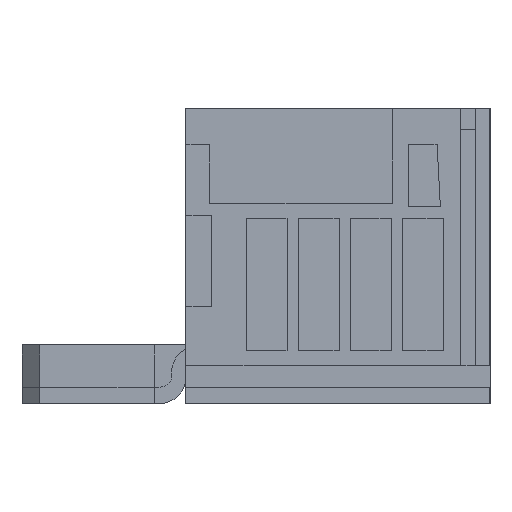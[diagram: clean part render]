
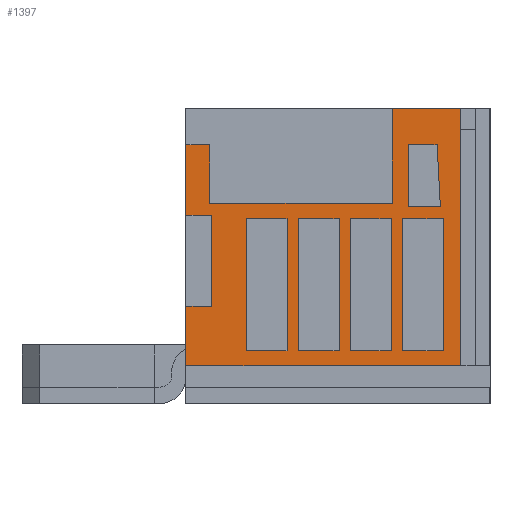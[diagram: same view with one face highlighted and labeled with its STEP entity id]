
A CAD part, left-side view. The second image highlights one B-rep face of the part: STEP entity #1397.
In plain terms, the highlighted planar face has unit normal (-1, 0, 0).
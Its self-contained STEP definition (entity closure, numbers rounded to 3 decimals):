
#1397=ADVANCED_FACE('',(#3383,#3384,#3385,#3386,#3387,#3388),#3389,.T.);
#2097=VERTEX_POINT('',#4120);
#2099=VERTEX_POINT('',#4122);
#2101=EDGE_CURVE('',#2097,#2099,#4124,.T.);
#2107=VERTEX_POINT('',#4130);
#2109=EDGE_CURVE('',#2107,#2097,#4132,.T.);
#2113=VERTEX_POINT('',#4136);
#2115=EDGE_CURVE('',#2113,#2107,#4138,.T.);
#2119=EDGE_CURVE('',#2099,#2113,#4142,.T.);
#2121=VERTEX_POINT('',#4144);
#2123=VERTEX_POINT('',#4146);
#2125=EDGE_CURVE('',#2121,#2123,#4148,.T.);
#2131=VERTEX_POINT('',#4154);
#2133=EDGE_CURVE('',#2131,#2121,#4156,.T.);
#2137=VERTEX_POINT('',#4160);
#2139=EDGE_CURVE('',#2137,#2131,#4162,.T.);
#2143=EDGE_CURVE('',#2123,#2137,#4166,.T.);
#2147=VERTEX_POINT('',#4170);
#2151=VERTEX_POINT('',#4174);
#2153=EDGE_CURVE('',#2151,#2147,#4176,.T.);
#2161=VERTEX_POINT('',#4184);
#2163=EDGE_CURVE('',#2161,#2151,#4186,.T.);
#2171=VERTEX_POINT('',#4194);
#2173=EDGE_CURVE('',#2171,#2161,#4196,.T.);
#2181=VERTEX_POINT('',#4204);
#2185=VERTEX_POINT('',#4208);
#2187=EDGE_CURVE('',#2185,#2181,#4210,.T.);
#2191=VERTEX_POINT('',#4214);
#2193=VERTEX_POINT('',#4216);
#2195=EDGE_CURVE('',#2191,#2193,#4218,.T.);
#2201=VERTEX_POINT('',#4224);
#2203=EDGE_CURVE('',#2201,#2191,#4226,.T.);
#2207=VERTEX_POINT('',#4230);
#2209=EDGE_CURVE('',#2207,#2201,#4232,.T.);
#2213=EDGE_CURVE('',#2193,#2207,#4236,.T.);
#2215=VERTEX_POINT('',#4238);
#2217=VERTEX_POINT('',#4240);
#2219=EDGE_CURVE('',#2215,#2217,#4242,.T.);
#2225=VERTEX_POINT('',#4248);
#2227=EDGE_CURVE('',#2225,#2215,#4250,.T.);
#2231=VERTEX_POINT('',#4254);
#2233=EDGE_CURVE('',#2231,#2225,#4256,.T.);
#2237=EDGE_CURVE('',#2217,#2231,#4260,.T.);
#2239=VERTEX_POINT('',#4262);
#2241=VERTEX_POINT('',#4264);
#2243=EDGE_CURVE('',#2239,#2241,#4266,.T.);
#2249=VERTEX_POINT('',#4272);
#2251=EDGE_CURVE('',#2249,#2239,#4274,.T.);
#2255=VERTEX_POINT('',#4278);
#2257=EDGE_CURVE('',#2255,#2249,#4280,.T.);
#2261=EDGE_CURVE('',#2241,#2255,#4284,.T.);
#2263=VERTEX_POINT('',#4286);
#2265=VERTEX_POINT('',#4288);
#2267=EDGE_CURVE('',#2263,#2265,#4290,.T.);
#2517=VERTEX_POINT('',#4540);
#2519=EDGE_CURVE('',#2265,#2517,#4542,.T.);
#2523=VERTEX_POINT('',#4546);
#2525=EDGE_CURVE('',#2523,#2185,#4548,.T.);
#2701=EDGE_CURVE('',#2171,#2181,#4724,.T.);
#2711=VERTEX_POINT('',#4734);
#2713=EDGE_CURVE('',#2147,#2711,#4736,.T.);
#2717=VERTEX_POINT('',#4740);
#2719=EDGE_CURVE('',#2717,#2263,#4742,.T.);
#2721=EDGE_CURVE('',#2517,#2523,#4744,.T.);
#2723=EDGE_CURVE('',#2711,#2717,#4746,.T.);
#3383=FACE_OUTER_BOUND('',#5342,.T.);
#3384=FACE_BOUND('',#5343,.T.);
#3385=FACE_BOUND('',#5344,.T.);
#3386=FACE_BOUND('',#5345,.T.);
#3387=FACE_BOUND('',#5346,.T.);
#3388=FACE_BOUND('',#5347,.T.);
#3389=PLANE('',#5348);
#4120=CARTESIAN_POINT('',(0.0,4.244,16.8));
#4122=CARTESIAN_POINT('',(0.0,7.0,16.8));
#4124=LINE('',#6446,#6447);
#4130=CARTESIAN_POINT('',(0.0,4.522,22.1));
#4132=LINE('',#6460,#6461);
#4136=CARTESIAN_POINT('',(0.0,7.0,22.1));
#4138=LINE('',#6470,#6471);
#4142=LINE('',#6478,#6479);
#4144=CARTESIAN_POINT('',(0.0,4.0,4.5));
#4146=CARTESIAN_POINT('',(0.0,7.46,4.5));
#4148=LINE('',#6486,#6487);
#4154=CARTESIAN_POINT('',(0.0,4.0,15.8));
#4156=LINE('',#6500,#6501);
#4160=CARTESIAN_POINT('',(0.0,7.46,15.8));
#4162=LINE('',#6510,#6511);
#4166=LINE('',#6518,#6519);
#4170=CARTESIAN_POINT('',(0.0,23.95,22.1));
#4174=CARTESIAN_POINT('',(0.0,23.95,17.1));
#4176=LINE('',#6532,#6533);
#4184=CARTESIAN_POINT('',(0.0,8.35,17.1));
#4186=LINE('',#6548,#6549);
#4194=CARTESIAN_POINT('',(0.0,8.35,25.2));
#4196=LINE('',#6564,#6565);
#4204=CARTESIAN_POINT('',(0.0,2.5,25.2));
#4208=CARTESIAN_POINT('',(0.0,2.5,3.2));
#4210=LINE('',#6586,#6587);
#4214=CARTESIAN_POINT('',(0.0,8.45,4.5));
#4216=CARTESIAN_POINT('',(0.0,11.91,4.5));
#4218=LINE('',#6598,#6599);
#4224=CARTESIAN_POINT('',(0.0,8.45,15.8));
#4226=LINE('',#6612,#6613);
#4230=CARTESIAN_POINT('',(0.0,11.91,15.8));
#4232=LINE('',#6622,#6623);
#4236=LINE('',#6630,#6631);
#4238=CARTESIAN_POINT('',(0.0,12.9,4.5));
#4240=CARTESIAN_POINT('',(0.0,16.36,4.5));
#4242=LINE('',#6638,#6639);
#4248=CARTESIAN_POINT('',(0.0,12.9,15.8));
#4250=LINE('',#6652,#6653);
#4254=CARTESIAN_POINT('',(0.0,16.36,15.8));
#4256=LINE('',#6662,#6663);
#4260=LINE('',#6670,#6671);
#4262=CARTESIAN_POINT('',(0.0,17.35,4.5));
#4264=CARTESIAN_POINT('',(0.0,20.81,4.5));
#4266=LINE('',#6678,#6679);
#4272=CARTESIAN_POINT('',(0.0,17.35,15.8));
#4274=LINE('',#6692,#6693);
#4278=CARTESIAN_POINT('',(0.0,20.81,15.8));
#4280=LINE('',#6702,#6703);
#4284=LINE('',#6710,#6711);
#4286=CARTESIAN_POINT('',(0.0,23.8,16.1));
#4288=CARTESIAN_POINT('',(0.0,23.8,8.3));
#4290=LINE('',#6718,#6719);
#4540=CARTESIAN_POINT('',(0.0,26.0,8.3));
#4542=LINE('',#7088,#7089);
#4546=CARTESIAN_POINT('',(0.0,26.0,3.2));
#4548=LINE('',#7098,#7099);
#4724=LINE('',#7388,#7389);
#4734=CARTESIAN_POINT('',(0.0,26.0,22.1));
#4736=LINE('',#7408,#7409);
#4740=CARTESIAN_POINT('',(0.0,26.0,16.1));
#4742=LINE('',#7418,#7419);
#4744=LINE('',#7422,#7423);
#4746=LINE('',#7426,#7427);
#5342=EDGE_LOOP('',(#8908,#8909,#8910,#8911,#8912,#8913,#8914,#8915,#8916,#8917,#8918,#8919));
#5343=EDGE_LOOP('',(#8920,#8921,#8922,#8923));
#5344=EDGE_LOOP('',(#8924,#8925,#8926,#8927));
#5345=EDGE_LOOP('',(#8928,#8929,#8930,#8931));
#5346=EDGE_LOOP('',(#8932,#8933,#8934,#8935));
#5347=EDGE_LOOP('',(#8936,#8937,#8938,#8939));
#5348=AXIS2_PLACEMENT_3D('',#8940,#8941,#8942);
#6446=CARTESIAN_POINT('',(0.0,15.122,16.8));
#6447=VECTOR('',#9416,1.0);
#6460=CARTESIAN_POINT('',(0.0,4.058,13.237));
#6461=VECTOR('',#9419,1.0);
#6470=CARTESIAN_POINT('',(0.0,16.5,22.1));
#6471=VECTOR('',#9421,1.0);
#6478=CARTESIAN_POINT('',(0.0,7.0,10.0));
#6479=VECTOR('',#9423,1.0);
#6486=CARTESIAN_POINT('',(0.0,15.0,4.5));
#6487=VECTOR('',#9424,1.0);
#6500=CARTESIAN_POINT('',(0.0,4.0,9.5));
#6501=VECTOR('',#9427,1.0);
#6510=CARTESIAN_POINT('',(0.0,16.73,15.8));
#6511=VECTOR('',#9429,1.0);
#6518=CARTESIAN_POINT('',(0.0,7.46,3.85));
#6519=VECTOR('',#9431,1.0);
#6532=CARTESIAN_POINT('',(0.0,23.95,12.175));
#6533=VECTOR('',#9433,1.0);
#6548=CARTESIAN_POINT('',(0.0,24.975,17.1));
#6549=VECTOR('',#9436,1.0);
#6564=CARTESIAN_POINT('',(0.0,8.35,12.175));
#6565=VECTOR('',#9439,1.0);
#6586=CARTESIAN_POINT('',(0.0,2.5,3.2));
#6587=VECTOR('',#9443,1.0);
#6598=CARTESIAN_POINT('',(0.0,17.225,4.5));
#6599=VECTOR('',#9445,1.0);
#6612=CARTESIAN_POINT('',(0.0,8.45,9.5));
#6613=VECTOR('',#9448,1.0);
#6622=CARTESIAN_POINT('',(0.0,18.955,15.8));
#6623=VECTOR('',#9450,1.0);
#6630=CARTESIAN_POINT('',(0.0,11.91,3.85));
#6631=VECTOR('',#9452,1.0);
#6638=CARTESIAN_POINT('',(0.0,19.45,4.5));
#6639=VECTOR('',#9453,1.0);
#6652=CARTESIAN_POINT('',(0.0,12.9,9.5));
#6653=VECTOR('',#9456,1.0);
#6662=CARTESIAN_POINT('',(0.0,21.18,15.8));
#6663=VECTOR('',#9458,1.0);
#6670=CARTESIAN_POINT('',(0.0,16.36,3.85));
#6671=VECTOR('',#9460,1.0);
#6678=CARTESIAN_POINT('',(0.0,21.675,4.5));
#6679=VECTOR('',#9461,1.0);
#6692=CARTESIAN_POINT('',(0.0,17.35,9.5));
#6693=VECTOR('',#9464,1.0);
#6702=CARTESIAN_POINT('',(0.0,23.405,15.8));
#6703=VECTOR('',#9466,1.0);
#6710=CARTESIAN_POINT('',(0.0,20.81,3.85));
#6711=VECTOR('',#9468,1.0);
#6718=CARTESIAN_POINT('',(0.0,23.8,9.65));
#6719=VECTOR('',#9469,1.0);
#7088=CARTESIAN_POINT('',(0.0,24.9,8.3));
#7089=VECTOR('',#9578,1.0);
#7098=CARTESIAN_POINT('',(0.0,26.0,3.2));
#7099=VECTOR('',#9580,1.0);
#7388=CARTESIAN_POINT('',(0.0,26.0,25.2));
#7389=VECTOR('',#9647,1.0);
#7408=CARTESIAN_POINT('',(0.0,26.0,22.1));
#7409=VECTOR('',#9651,1.0);
#7418=CARTESIAN_POINT('',(0.0,26.0,16.1));
#7419=VECTOR('',#9653,1.0);
#7422=CARTESIAN_POINT('',(0.0,26.0,25.2));
#7423=VECTOR('',#9654,1.0);
#7426=CARTESIAN_POINT('',(0.0,26.0,25.2));
#7427=VECTOR('',#9655,1.0);
#8908=ORIENTED_EDGE('',*,*,#2719,.T.);
#8909=ORIENTED_EDGE('',*,*,#2267,.T.);
#8910=ORIENTED_EDGE('',*,*,#2519,.T.);
#8911=ORIENTED_EDGE('',*,*,#2721,.T.);
#8912=ORIENTED_EDGE('',*,*,#2525,.T.);
#8913=ORIENTED_EDGE('',*,*,#2187,.T.);
#8914=ORIENTED_EDGE('',*,*,#2701,.F.);
#8915=ORIENTED_EDGE('',*,*,#2173,.T.);
#8916=ORIENTED_EDGE('',*,*,#2163,.T.);
#8917=ORIENTED_EDGE('',*,*,#2153,.T.);
#8918=ORIENTED_EDGE('',*,*,#2713,.T.);
#8919=ORIENTED_EDGE('',*,*,#2723,.T.);
#8920=ORIENTED_EDGE('',*,*,#2261,.T.);
#8921=ORIENTED_EDGE('',*,*,#2257,.T.);
#8922=ORIENTED_EDGE('',*,*,#2251,.T.);
#8923=ORIENTED_EDGE('',*,*,#2243,.T.);
#8924=ORIENTED_EDGE('',*,*,#2237,.T.);
#8925=ORIENTED_EDGE('',*,*,#2233,.T.);
#8926=ORIENTED_EDGE('',*,*,#2227,.T.);
#8927=ORIENTED_EDGE('',*,*,#2219,.T.);
#8928=ORIENTED_EDGE('',*,*,#2213,.T.);
#8929=ORIENTED_EDGE('',*,*,#2209,.T.);
#8930=ORIENTED_EDGE('',*,*,#2203,.T.);
#8931=ORIENTED_EDGE('',*,*,#2195,.T.);
#8932=ORIENTED_EDGE('',*,*,#2143,.T.);
#8933=ORIENTED_EDGE('',*,*,#2139,.T.);
#8934=ORIENTED_EDGE('',*,*,#2133,.T.);
#8935=ORIENTED_EDGE('',*,*,#2125,.T.);
#8936=ORIENTED_EDGE('',*,*,#2119,.T.);
#8937=ORIENTED_EDGE('',*,*,#2115,.T.);
#8938=ORIENTED_EDGE('',*,*,#2109,.T.);
#8939=ORIENTED_EDGE('',*,*,#2101,.T.);
#8940=CARTESIAN_POINT('',(0.0,26.0,3.2));
#8941=DIRECTION('',(-1.0,0.0,0.0));
#8942=DIRECTION('',(0.0,1.0,0.0));
#9416=DIRECTION('',(0.0,1.0,0.0));
#9419=DIRECTION('',(0.0,-0.052,-0.999));
#9421=DIRECTION('',(0.0,-1.0,0.0));
#9423=DIRECTION('',(0.0,0.0,1.0));
#9424=DIRECTION('',(0.0,1.0,0.0));
#9427=DIRECTION('',(0.0,0.0,-1.0));
#9429=DIRECTION('',(0.0,-1.0,0.0));
#9431=DIRECTION('',(0.0,0.0,1.0));
#9433=DIRECTION('',(0.0,0.0,1.0));
#9436=DIRECTION('',(0.0,1.0,0.0));
#9439=DIRECTION('',(0.0,0.0,-1.0));
#9443=DIRECTION('',(0.0,0.0,1.0));
#9445=DIRECTION('',(0.0,1.0,0.0));
#9448=DIRECTION('',(0.0,0.0,-1.0));
#9450=DIRECTION('',(0.0,-1.0,0.0));
#9452=DIRECTION('',(0.0,0.0,1.0));
#9453=DIRECTION('',(0.0,1.0,0.0));
#9456=DIRECTION('',(0.0,0.0,-1.0));
#9458=DIRECTION('',(0.0,-1.0,0.0));
#9460=DIRECTION('',(0.0,0.0,1.0));
#9461=DIRECTION('',(0.0,1.0,0.0));
#9464=DIRECTION('',(0.0,0.0,-1.0));
#9466=DIRECTION('',(0.0,-1.0,0.0));
#9468=DIRECTION('',(0.0,0.0,1.0));
#9469=DIRECTION('',(0.0,0.0,-1.0));
#9578=DIRECTION('',(0.0,1.0,0.0));
#9580=DIRECTION('',(0.0,-1.0,0.0));
#9647=DIRECTION('',(0.0,-1.0,0.0));
#9651=DIRECTION('',(0.0,1.0,0.0));
#9653=DIRECTION('',(0.0,-1.0,0.0));
#9654=DIRECTION('',(0.0,0.0,-1.0));
#9655=DIRECTION('',(0.0,0.0,-1.0));
